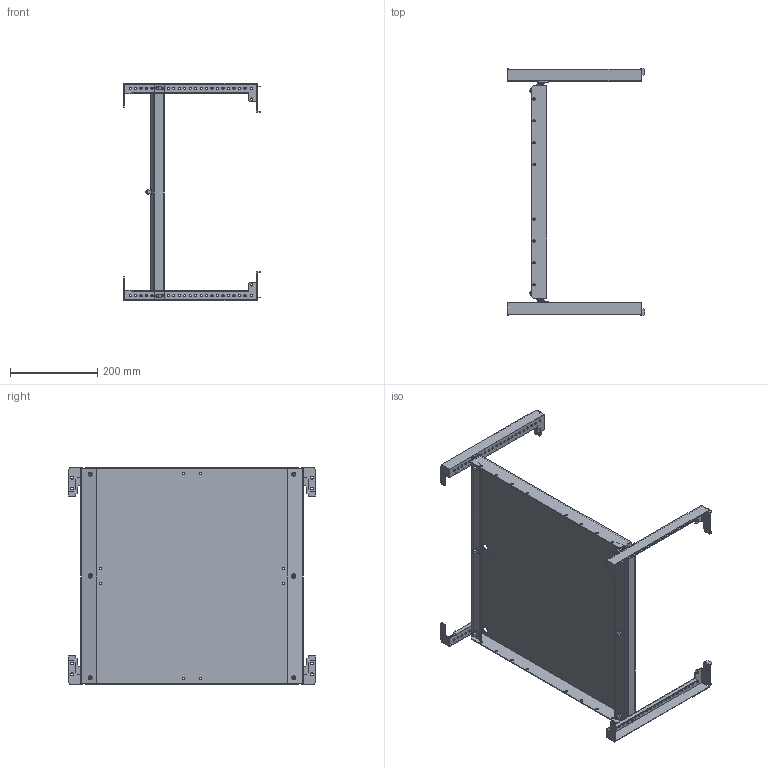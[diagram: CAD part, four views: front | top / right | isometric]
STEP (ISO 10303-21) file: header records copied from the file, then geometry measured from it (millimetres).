
FILE_DESCRIPTION (( 'STEP AP203' ), '1' );
FILE_NAME ('FO-00-MPU-050-060 FORMAT Ïàíåëü ìîíòàæíàÿ óíèâåðñàëüíàÿ 500õ600 IEK.STEP', '2024-07-26T17:06:19', ( '' ), ( '' ), 'SwSTEP 2.0', 'SolidWorks 2022', '' );
FILE_SCHEMA (( 'CONFIG_CONTROL_DESIGN' ));
Length unit declared in the file: millimetre
Products named in the file (1): FO-00-MPU-050-060 FORMAT Панель монтажная универсальная 500х600 IEK
Bounding box: 314.5 x 566 x 497 mm (x, y, z)
Volume: 947591.8 mm3; surface area: 1017302.3 mm2
Topology: 11 solids, 11 shells, 1152 faces, 3096 edges, 2040 vertices
Faces by surface type: plane 520, cylinder 516, cone 76, torus 40
Entity records: 37773 total; most frequent: CARTESIAN_POINT 7201, DIRECTION 6490, ORIENTED_EDGE 6192, EDGE_CURVE 3096, AXIS2_PLACEMENT_3D 2337, VERTEX_POINT 2040, VECTOR 1816, LINE 1816
